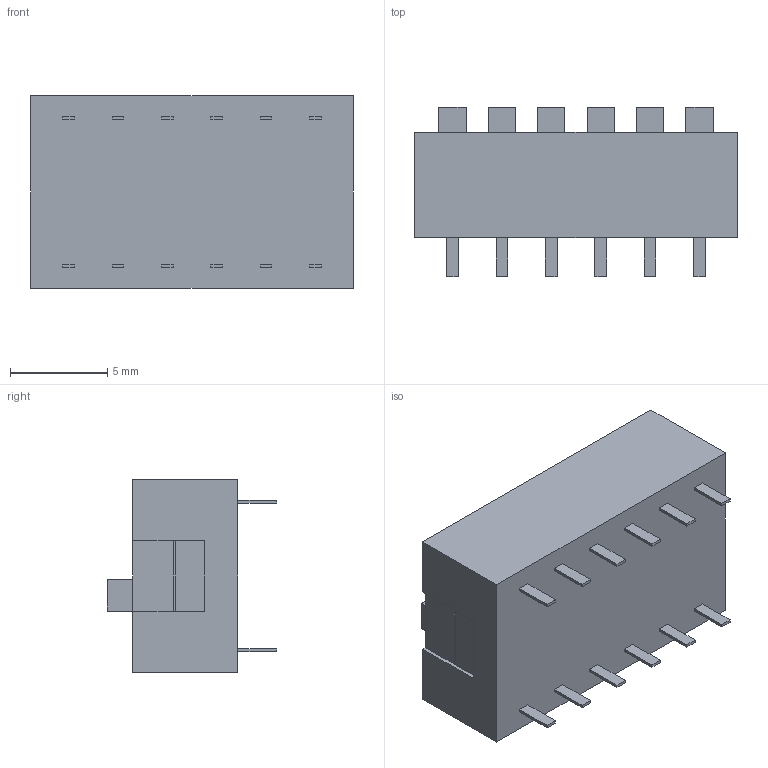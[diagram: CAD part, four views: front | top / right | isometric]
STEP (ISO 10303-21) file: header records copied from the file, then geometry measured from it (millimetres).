
FILE_DESCRIPTION(/* description */ (''),/* implementation_level */ '2;1');
FILE_NAME(/* name */ 'DIP Blue 6-way.step',/* time_stamp */ '2019-03-09T20:59:35+11:00',/* author */ ('austfox'),/* organization */ (''),/* preprocessor_version */ 'ST-DEVELOPER v17.2',/* originating_system */ 'Autodesk Translation Framework v7.6.0.251',/* authorisation */ '');
FILE_SCHEMA (('AUTOMOTIVE_DESIGN { 1 0 10303 214 3 1 1 }'));
Length unit declared in the file: millimetre
Products named in the file (1): DIP Blue 6-way
Bounding box: 16.6 x 8.7 x 9.9 mm (x, y, z)
Volume: 899.2 mm3; surface area: 1071.1 mm2
Topology: 37 solids, 37 shells, 426 faces, 1020 edges, 680 vertices
Faces by surface type: plane 282, bspline 138, cylinder 6
Full cylindrical faces by diameter (mm): 0.65 x6
Entity records: 13521 total; most frequent: CARTESIAN_POINT 4473, ORIENTED_EDGE 2040, DIRECTION 1334, EDGE_CURVE 1020, LINE 732, VECTOR 732, VERTEX_POINT 680, EDGE_LOOP 448
